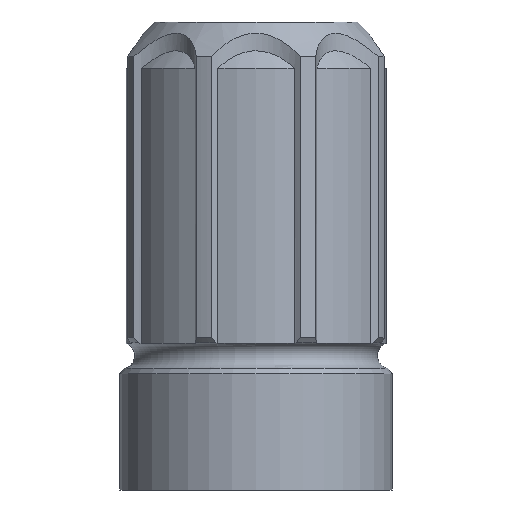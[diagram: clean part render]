
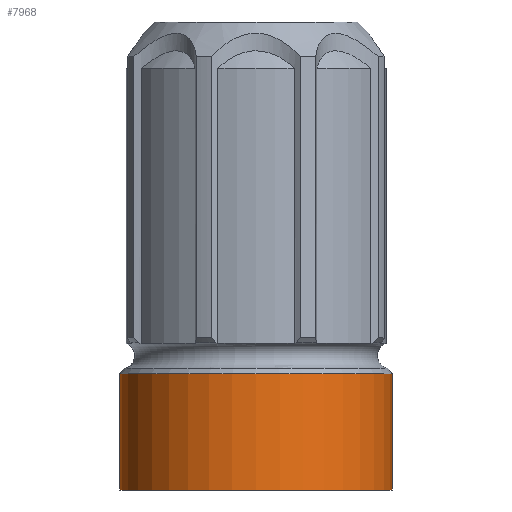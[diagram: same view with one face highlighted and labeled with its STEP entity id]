
A CAD part, front view. The second image highlights one B-rep face of the part: STEP entity #7968.
In plain terms, the highlighted cylindrical face has radius 15.7 mm (diameter 31.4 mm), a full revolution.
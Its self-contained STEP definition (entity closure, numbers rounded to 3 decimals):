
#7903=CARTESIAN_POINT('',(-15.7,0.,0.));
#7904=VERTEX_POINT('',#7903);
#7905=CARTESIAN_POINT('',(15.7,-0.,0.));
#7906=VERTEX_POINT('',#7905);
#7907=CARTESIAN_POINT('',(0.,0.,0.));
#7908=DIRECTION('',(0.,0.,1.));
#7909=DIRECTION('',(1.,0.,-0.));
#7910=AXIS2_PLACEMENT_3D('',#7907,#7908,#7909);
#7911=CIRCLE('',#7910,15.7);
#7912=EDGE_CURVE('',#7904,#7906,#7911,.T.);
#7914=CARTESIAN_POINT('',(0.,0.,0.));
#7915=DIRECTION('',(0.,0.,1.));
#7916=DIRECTION('',(1.,0.,-0.));
#7917=AXIS2_PLACEMENT_3D('',#7914,#7915,#7916);
#7918=CIRCLE('',#7917,15.7);
#7919=EDGE_CURVE('',#7906,#7904,#7918,.T.);
#7943=CARTESIAN_POINT('',(0.,0.,35.));
#7944=DIRECTION('',(0.,0.,-1.));
#7945=DIRECTION('',(-1.,0.,0.));
#7946=AXIS2_PLACEMENT_3D('',#7943,#7944,#7945);
#7947=CYLINDRICAL_SURFACE('',#7946,15.7);
#7948=CARTESIAN_POINT('',(-15.7,0.,13.432));
#7949=VERTEX_POINT('',#7948);
#7950=CARTESIAN_POINT('',(-15.7,0.,0.));
#7951=DIRECTION('',(-0.,-0.,1.));
#7952=VECTOR('',#7951,13.432);
#7953=LINE('',#7950,#7952);
#7954=EDGE_CURVE('',#7904,#7949,#7953,.T.);
#7955=ORIENTED_EDGE('',*,*,#7954,.T.);
#7956=CARTESIAN_POINT('',(0.,0.,13.432));
#7957=DIRECTION('',(0.,0.,-1.));
#7958=DIRECTION('',(-1.,0.,0.));
#7959=AXIS2_PLACEMENT_3D('',#7956,#7957,#7958);
#7960=CIRCLE('',#7959,15.7);
#7961=EDGE_CURVE('',#7949,#7949,#7960,.T.);
#7962=ORIENTED_EDGE('',*,*,#7961,.T.);
#7963=ORIENTED_EDGE('',*,*,#7954,.F.);
#7964=ORIENTED_EDGE('',*,*,#7912,.T.);
#7965=ORIENTED_EDGE('',*,*,#7919,.T.);
#7966=EDGE_LOOP('',(#7955,#7962,#7963,#7964,#7965));
#7967=FACE_BOUND('',#7966,.T.);
#7968=ADVANCED_FACE('',(#7967),#7947,.T.);
